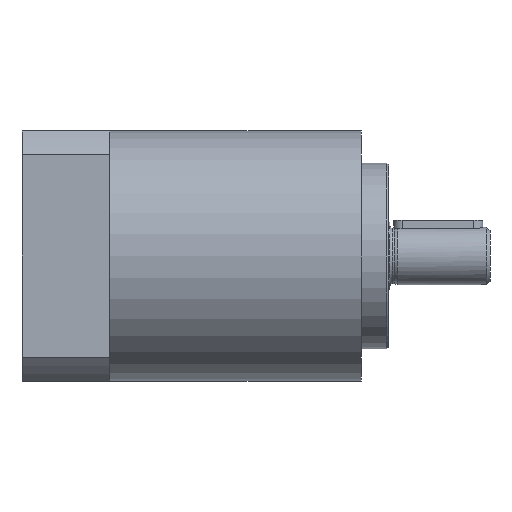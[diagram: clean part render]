
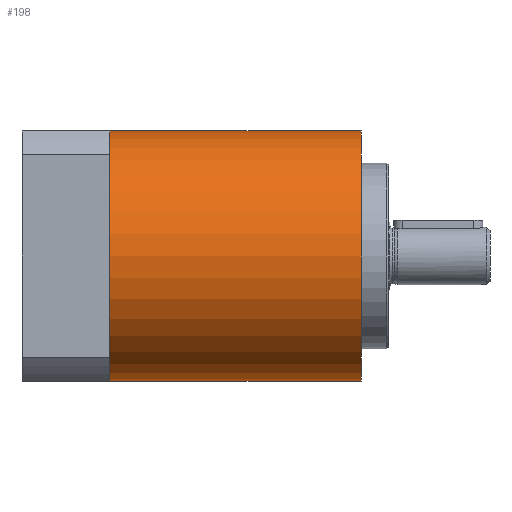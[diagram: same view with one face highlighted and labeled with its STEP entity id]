
A CAD part, front view. The second image highlights one B-rep face of the part: STEP entity #198.
In plain terms, the highlighted cylindrical face has radius 35 mm (diameter 70 mm), a full revolution.
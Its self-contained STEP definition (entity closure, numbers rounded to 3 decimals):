
#112=CARTESIAN_POINT('',(70.5,35.,0.0));
#113=VERTEX_POINT('',#112);
#114=CARTESIAN_POINT('',(70.5,0.0,0.0));
#115=DIRECTION('',(1.0,0.0,0.0));
#116=DIRECTION('',(0.0,1.0,0.0));
#117=AXIS2_PLACEMENT_3D('',#114,#115,#116);
#118=CIRCLE('',#117,35.);
#119=EDGE_CURVE('',#113,#113,#118,.T.);
#179=CARTESIAN_POINT('',(35.25,0.0,0.0));
#180=DIRECTION('',(1.0,0.0,0.0));
#181=DIRECTION('',(0.0,1.0,0.0));
#182=AXIS2_PLACEMENT_3D('',#179,#180,#181);
#183=CYLINDRICAL_SURFACE('',#182,35.);
#184=CARTESIAN_POINT('',(0.0,35.,0.0));
#185=VERTEX_POINT('',#184);
#186=CARTESIAN_POINT('',(0.0,0.0,0.0));
#187=DIRECTION('',(1.0,0.0,0.0));
#188=DIRECTION('',(0.0,1.0,0.0));
#189=AXIS2_PLACEMENT_3D('',#186,#187,#188);
#190=CIRCLE('',#189,35.);
#191=EDGE_CURVE('',#185,#185,#190,.T.);
#192=ORIENTED_EDGE('',*,*,#191,.T.);
#193=EDGE_LOOP('',(#192));
#194=FACE_OUTER_BOUND('',#193,.T.);
#195=ORIENTED_EDGE('',*,*,#119,.F.);
#196=EDGE_LOOP('',(#195));
#197=FACE_BOUND('',#196,.T.);
#198=ADVANCED_FACE('',(#194,#197),#183,.T.);
